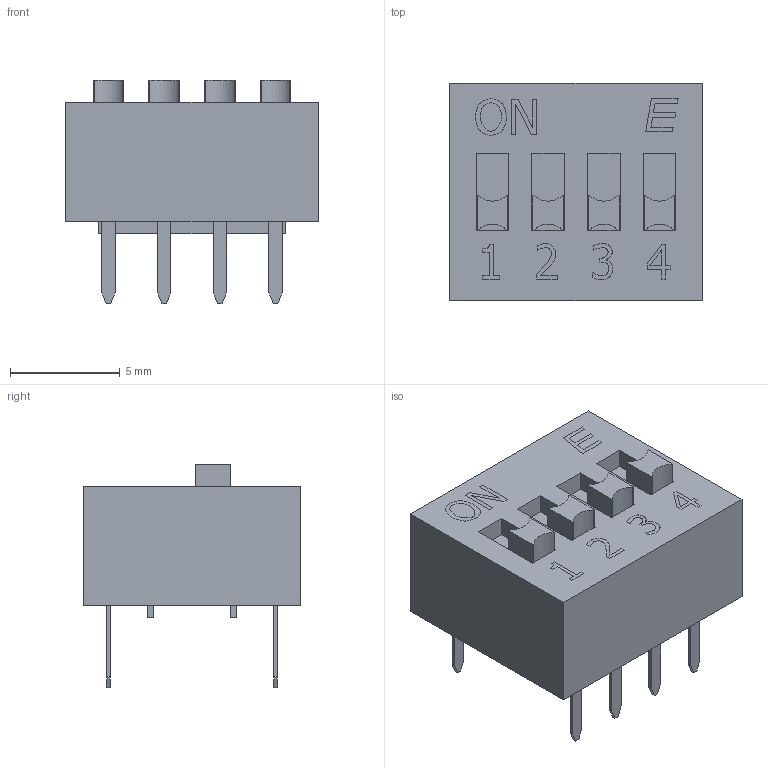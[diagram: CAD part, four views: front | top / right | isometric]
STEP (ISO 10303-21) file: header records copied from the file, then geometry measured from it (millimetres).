
FILE_DESCRIPTION((' '),'2;1');
FILE_NAME('KAS1104E.stp','2017-08-01T08:06:19',(' '),(' '),' ','ACIS',' ');
FILE_SCHEMA(('CONFIG_CONTROL_DESIGN'));
Length unit declared in the file: inch
Products named in the file (1): KAS1104E.stp
Bounding box: 11.52 x 9.9 x 10.2 mm (x, y, z)
Volume: 578.2 mm3; surface area: 650.6 mm2
Topology: 1 solids, 1 shells, 142 faces, 439 edges, 327 vertices
Faces by surface type: plane 134, cylinder 8
Entity records: 5115 total; most frequent: CARTESIAN_POINT 1058, ORIENTED_EDGE 878, DIRECTION 698, EDGE_CURVE 439, VECTOR 380, LINE 380, VERTEX_POINT 327, EDGE_LOOP 170
